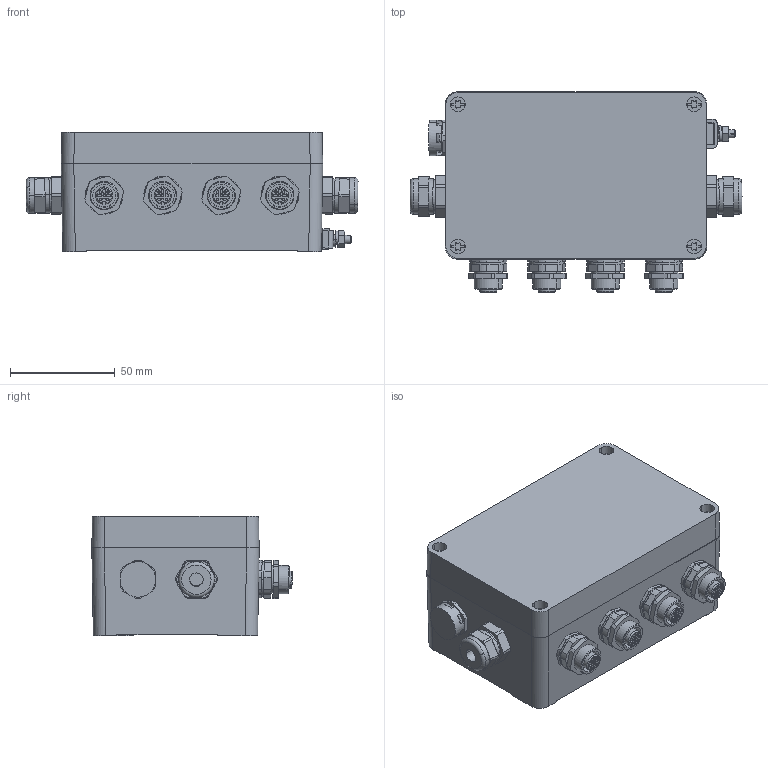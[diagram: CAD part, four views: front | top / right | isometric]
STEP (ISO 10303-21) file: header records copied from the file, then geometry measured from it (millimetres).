
FILE_DESCRIPTION(('CATIA V5 STEP Exchange','CAx-IF Rec.Pracs.--- Model Styling and Organization---1.4--- 2014-01-23'),'2;1');
FILE_NAME ('D1501148_1', '2024-04-30T06:00:50+00:00', ('none'), ('Weidmueller'), 'CATIA Version 5-6 Release 2016 SP3 HF44', 'CATIA V5 STEP AP214', 'none');
FILE_SCHEMA(('AUTOMOTIVE_DESIGN { 1 0 10303 214 1 1 1 1 }'));
Length unit declared in the file: millimetre
Products named in the file (1): S3D_FBCon_PA_CG_M12_4way_XXX
Bounding box: 158.75 x 95.83 x 57 mm (x, y, z)
Volume: 576589.1 mm3; surface area: 52956.7 mm2
Topology: 1 solids, 1 shells, 798 faces, 2172 edges, 1454 vertices
Faces by surface type: plane 364, cylinder 240, extrusion 164, cone 16, torus 8, bspline 6
Entity records: 27409 total; most frequent: CARTESIAN_POINT 8233, ORIENTED_EDGE 4344, DIRECTION 2639, EDGE_CURVE 2172, VERTEX_POINT 1454, VECTOR 1274, LINE 1110, AXIS2_PLACEMENT_3D 961
